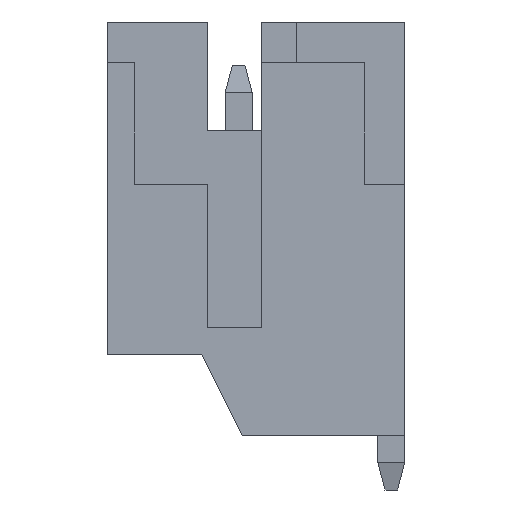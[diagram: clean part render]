
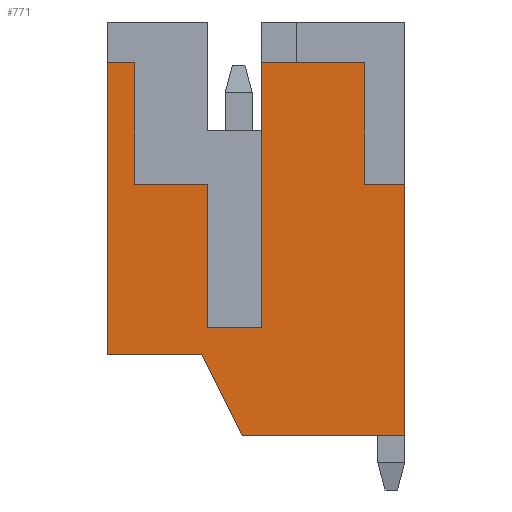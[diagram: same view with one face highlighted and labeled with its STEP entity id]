
A CAD part, left-side view. The second image highlights one B-rep face of the part: STEP entity #771.
In plain terms, the highlighted planar face has unit normal (-1, 0, 0).
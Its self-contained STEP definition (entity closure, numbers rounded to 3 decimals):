
#267 = VECTOR ( 'NONE', #5618, 1000. ) ;
#405 = VERTEX_POINT ( 'NONE', #7327 ) ;
#771 = ADVANCED_FACE ( 'NONE', ( #6553 ), #4971, .T. ) ;
#874 = LINE ( 'NONE', #3897, #5244 ) ;
#1239 = DIRECTION ( 'NONE',  ( 0., -1., 0. ) ) ;
#1299 = LINE ( 'NONE', #4519, #1676 ) ;
#1326 = LINE ( 'NONE', #10694, #5085 ) ;
#1335 = CARTESIAN_POINT ( 'NONE',  ( -3., -2.32, 3.15 ) ) ;
#1376 = CARTESIAN_POINT ( 'NONE',  ( -3., -0.07, -1.5 ) ) ;
#1385 = ORIENTED_EDGE ( 'NONE', *, *, #10155, .T. ) ;
#1427 = CARTESIAN_POINT ( 'NONE',  ( -3., -0.42, 0.5 ) ) ;
#1435 = VECTOR ( 'NONE', #4347, 1000. ) ;
#1562 = ORIENTED_EDGE ( 'NONE', *, *, #8278, .T. ) ;
#1676 = VECTOR ( 'NONE', #1239, 1000. ) ;
#1687 = CARTESIAN_POINT ( 'NONE',  ( -3., -3.07, -1.5 ) ) ;
#1868 = DIRECTION ( 'NONE',  ( 0., 1., 0. ) ) ;
#1869 = VERTEX_POINT ( 'NONE', #9212 ) ;
#1916 = CARTESIAN_POINT ( 'NONE',  ( -3., -3.07, 5.4 ) ) ;
#1988 = LINE ( 'NONE', #7802, #8439 ) ;
#2015 = ORIENTED_EDGE ( 'NONE', *, *, #6711, .T. ) ;
#2041 = EDGE_LOOP ( 'NONE', ( #5392, #10735, #1385, #8586, #8050, #2206, #4910, #1562, #5019, #6683, #4028, #9119, #5827, #2015 ) ) ;
#2206 = ORIENTED_EDGE ( 'NONE', *, *, #10090, .T. ) ;
#2219 = DIRECTION ( 'NONE',  ( 0., 1., 0. ) ) ;
#2444 = CARTESIAN_POINT ( 'NONE',  ( -3., 0.58, 0.5 ) ) ;
#2578 = VERTEX_POINT ( 'NONE', #6920 ) ;
#2586 = VERTEX_POINT ( 'NONE', #1427 ) ;
#2860 = CARTESIAN_POINT ( 'NONE',  ( -3., 2.43, 0. ) ) ;
#2927 = VERTEX_POINT ( 'NONE', #4974 ) ;
#2965 = EDGE_CURVE ( 'NONE', #405, #3499, #7944, .T. ) ;
#2979 = DIRECTION ( 'NONE',  ( 0., 0., -1. ) ) ;
#3023 = CARTESIAN_POINT ( 'NONE',  ( -3., -3.07, 5.4 ) ) ;
#3035 = CARTESIAN_POINT ( 'NONE',  ( -3., 2.43, 6.15 ) ) ;
#3251 = CARTESIAN_POINT ( 'NONE',  ( -3., -0.42, 5.4 ) ) ;
#3448 = CARTESIAN_POINT ( 'NONE',  ( -3., -3.07, 6.15 ) ) ;
#3458 = EDGE_CURVE ( 'NONE', #5831, #4783, #8448, .T. ) ;
#3499 = VERTEX_POINT ( 'NONE', #3251 ) ;
#3710 = VECTOR ( 'NONE', #1868, 1000. ) ;
#3897 = CARTESIAN_POINT ( 'NONE',  ( -3., -0.42, 6.15 ) ) ;
#3915 = CARTESIAN_POINT ( 'NONE',  ( -3., -0.07, -1.5 ) ) ;
#3963 = DIRECTION ( 'NONE',  ( 0., -1., 0. ) ) ;
#4001 = DIRECTION ( 'NONE',  ( -1., 0., 0. ) ) ;
#4015 = EDGE_CURVE ( 'NONE', #2927, #2578, #5152, .T. ) ;
#4028 = ORIENTED_EDGE ( 'NONE', *, *, #4256, .F. ) ;
#4115 = CARTESIAN_POINT ( 'NONE',  ( -3., 0.58, 3.15 ) ) ;
#4227 = DIRECTION ( 'NONE',  ( 0., 0., -1. ) ) ;
#4256 = EDGE_CURVE ( 'NONE', #7419, #2586, #1326, .T. ) ;
#4264 = DIRECTION ( 'NONE',  ( 0., -1., 0. ) ) ;
#4347 = DIRECTION ( 'NONE',  ( 0., 0., 1. ) ) ;
#4464 = LINE ( 'NONE', #2860, #6436 ) ;
#4474 = LINE ( 'NONE', #4115, #6705 ) ;
#4519 = CARTESIAN_POINT ( 'NONE',  ( -3., -0.42, 3.15 ) ) ;
#4614 = VERTEX_POINT ( 'NONE', #6386 ) ;
#4642 = VERTEX_POINT ( 'NONE', #1335 ) ;
#4783 = VERTEX_POINT ( 'NONE', #1376 ) ;
#4910 = ORIENTED_EDGE ( 'NONE', *, *, #8006, .F. ) ;
#4971 = PLANE ( 'NONE',  #9426 ) ;
#4974 = CARTESIAN_POINT ( 'NONE',  ( -3., 1.93, 5.4 ) ) ;
#5019 = ORIENTED_EDGE ( 'NONE', *, *, #2965, .T. ) ;
#5085 = VECTOR ( 'NONE', #5582, 1000. ) ;
#5152 = LINE ( 'NONE', #3023, #9899 ) ;
#5244 = VECTOR ( 'NONE', #2979, 1000. ) ;
#5274 = CARTESIAN_POINT ( 'NONE',  ( -3., 1.93, 3.15 ) ) ;
#5313 = EDGE_CURVE ( 'NONE', #10166, #7419, #4474, .T. ) ;
#5337 = DIRECTION ( 'NONE',  ( 0., -1., 0. ) ) ;
#5392 = ORIENTED_EDGE ( 'NONE', *, *, #4015, .T. ) ;
#5505 = DIRECTION ( 'NONE',  ( 0., -0.447, -0.894 ) ) ;
#5582 = DIRECTION ( 'NONE',  ( 0., -1., 0. ) ) ;
#5618 = DIRECTION ( 'NONE',  ( 0., 0., -1. ) ) ;
#5827 = ORIENTED_EDGE ( 'NONE', *, *, #10087, .F. ) ;
#5831 = VERTEX_POINT ( 'NONE', #7653 ) ;
#5933 = LINE ( 'NONE', #3035, #267 ) ;
#6209 = CARTESIAN_POINT ( 'NONE',  ( -3., 0.58, 3.15 ) ) ;
#6245 = CARTESIAN_POINT ( 'NONE',  ( -3., -2.32, 3.15 ) ) ;
#6386 = CARTESIAN_POINT ( 'NONE',  ( -3., 1.93, 3.15 ) ) ;
#6436 = VECTOR ( 'NONE', #7843, 1000. ) ;
#6465 = LINE ( 'NONE', #6245, #10678 ) ;
#6553 = FACE_OUTER_BOUND ( 'NONE', #2041, .T. ) ;
#6683 = ORIENTED_EDGE ( 'NONE', *, *, #10928, .T. ) ;
#6705 = VECTOR ( 'NONE', #4227, 1000. ) ;
#6711 = EDGE_CURVE ( 'NONE', #4614, #2927, #6723, .T. ) ;
#6723 = LINE ( 'NONE', #5274, #1435 ) ;
#6920 = CARTESIAN_POINT ( 'NONE',  ( -3., 2.43, 5.4 ) ) ;
#7278 = LINE ( 'NONE', #10922, #9638 ) ;
#7327 = CARTESIAN_POINT ( 'NONE',  ( -3., -2.32, 5.4 ) ) ;
#7349 = CARTESIAN_POINT ( 'NONE',  ( -3., 2.43, 0. ) ) ;
#7387 = VERTEX_POINT ( 'NONE', #1687 ) ;
#7419 = VERTEX_POINT ( 'NONE', #2444 ) ;
#7653 = CARTESIAN_POINT ( 'NONE',  ( -3., 0.68, 0. ) ) ;
#7802 = CARTESIAN_POINT ( 'NONE',  ( -3., -3.07, -1.5 ) ) ;
#7843 = DIRECTION ( 'NONE',  ( 0., -1., 0. ) ) ;
#7944 = LINE ( 'NONE', #1916, #3710 ) ;
#8006 = EDGE_CURVE ( 'NONE', #4642, #1869, #7278, .T. ) ;
#8021 = DIRECTION ( 'NONE',  ( 0., 0., 1. ) ) ;
#8050 = ORIENTED_EDGE ( 'NONE', *, *, #8204, .T. ) ;
#8192 = VECTOR ( 'NONE', #5505, 1000. ) ;
#8204 = EDGE_CURVE ( 'NONE', #4783, #7387, #1988, .T. ) ;
#8278 = EDGE_CURVE ( 'NONE', #4642, #405, #6465, .T. ) ;
#8287 = VECTOR ( 'NONE', #10195, 1000. ) ;
#8357 = EDGE_CURVE ( 'NONE', #2578, #9010, #5933, .T. ) ;
#8439 = VECTOR ( 'NONE', #5337, 1000. ) ;
#8448 = LINE ( 'NONE', #3915, #8192 ) ;
#8586 = ORIENTED_EDGE ( 'NONE', *, *, #3458, .T. ) ;
#9010 = VERTEX_POINT ( 'NONE', #7349 ) ;
#9025 = CARTESIAN_POINT ( 'NONE',  ( -3., 0., 0. ) ) ;
#9119 = ORIENTED_EDGE ( 'NONE', *, *, #5313, .F. ) ;
#9212 = CARTESIAN_POINT ( 'NONE',  ( -3., -3.07, 3.15 ) ) ;
#9426 = AXIS2_PLACEMENT_3D ( 'NONE', #9025, #4001, #3963 ) ;
#9638 = VECTOR ( 'NONE', #4264, 1000. ) ;
#9899 = VECTOR ( 'NONE', #2219, 1000. ) ;
#10087 = EDGE_CURVE ( 'NONE', #4614, #10166, #1299, .T. ) ;
#10090 = EDGE_CURVE ( 'NONE', #7387, #1869, #10268, .T. ) ;
#10155 = EDGE_CURVE ( 'NONE', #9010, #5831, #4464, .T. ) ;
#10166 = VERTEX_POINT ( 'NONE', #6209 ) ;
#10195 = DIRECTION ( 'NONE',  ( 0., 0., 1. ) ) ;
#10268 = LINE ( 'NONE', #3448, #8287 ) ;
#10678 = VECTOR ( 'NONE', #8021, 1000. ) ;
#10694 = CARTESIAN_POINT ( 'NONE',  ( -3., -0.42, 0.5 ) ) ;
#10735 = ORIENTED_EDGE ( 'NONE', *, *, #8357, .T. ) ;
#10922 = CARTESIAN_POINT ( 'NONE',  ( -3., -2.32, 3.15 ) ) ;
#10928 = EDGE_CURVE ( 'NONE', #3499, #2586, #874, .T. ) ;
